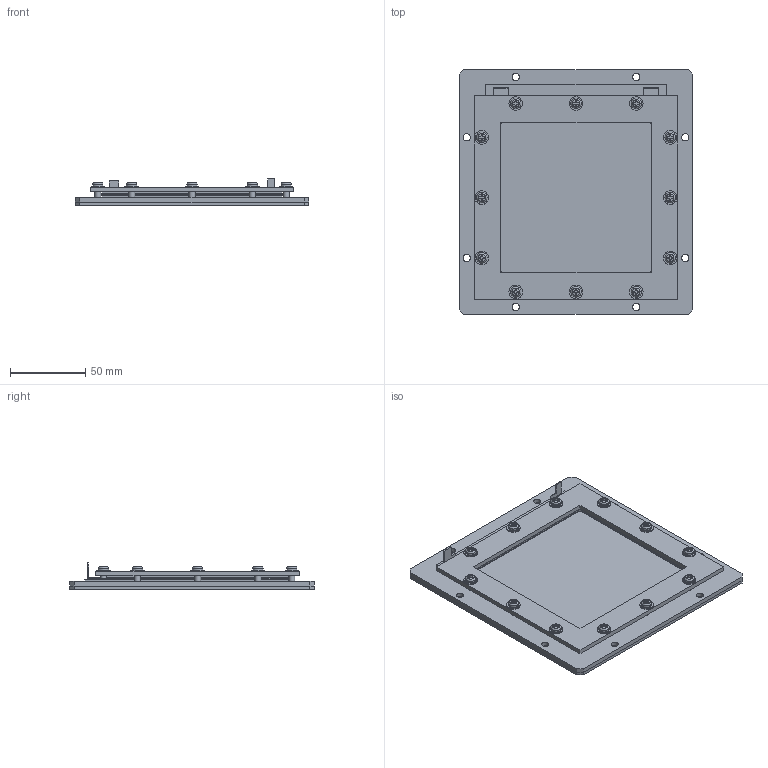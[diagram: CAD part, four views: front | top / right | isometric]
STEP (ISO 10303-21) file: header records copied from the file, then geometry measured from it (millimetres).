
FILE_DESCRIPTION(/* description */ (''),/* implementation_level */ '2;1');
FILE_NAME(/* name */ 'M-10J1R.stp',/* time_stamp */ '2025-04-09T16:07:33+09:00',/* author */ ('Yoshii.Kazuma'),/* organization */ (''),/* preprocessor_version */ 'ST-DEVELOPER v19.2',/* originating_system */ 'Autodesk Inventor 2023',/* authorisation */ '');
FILE_SCHEMA (('AUTOMOTIVE_DESIGN { 1 0 10303 214 3 1 1 }'));
Length unit declared in the file: millimetre
Products named in the file (1): M-10J1R_簡略化_1
Bounding box: 155 x 162.5 x 17.27 mm (x, y, z)
Volume: 118942.7 mm3; surface area: 202286.1 mm2
Topology: 34 solids, 34 shells, 535 faces, 1305 edges, 862 vertices
Faces by surface type: plane 312, cylinder 163, torus 24, cone 24, sphere 12
Full cylindrical faces by diameter (mm): 3.242 x12, 3.571 x12, 4 x12, 4.3 x12, 4.8 x20, 5 x3, 5.5 x20, 9 x12
Entity records: 17058 total; most frequent: CARTESIAN_POINT 3135, DIRECTION 2847, ORIENTED_EDGE 2610, EDGE_CURVE 1305, AXIS2_PLACEMENT_3D 1054, VERTEX_POINT 862, LINE 739, VECTOR 739
